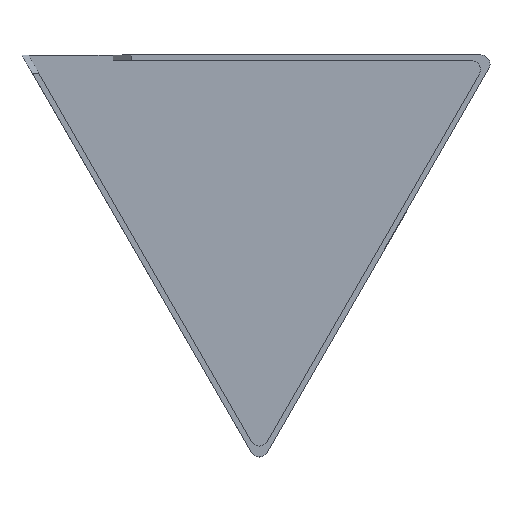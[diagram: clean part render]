
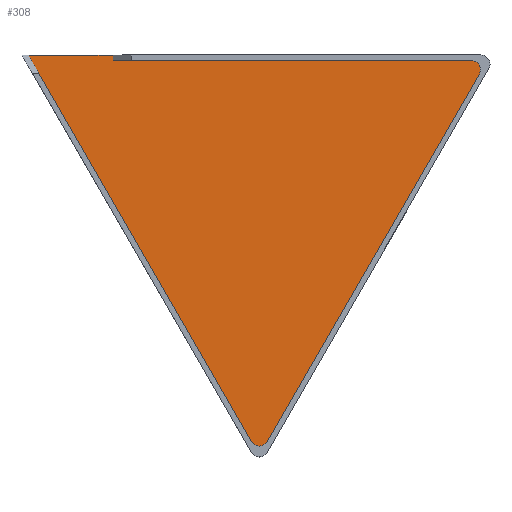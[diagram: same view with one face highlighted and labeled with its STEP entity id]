
A CAD part, top view. The second image highlights one B-rep face of the part: STEP entity #308.
In plain terms, the highlighted planar face has unit normal (0, 0, 1).
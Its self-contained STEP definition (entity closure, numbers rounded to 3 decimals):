
#25=CIRCLE('',#339,2.);
#26=CIRCLE('',#342,2.);
#42=FACE_OUTER_BOUND('',#58,.T.);
#58=EDGE_LOOP('',(#274,#275,#276,#277,#278,#279,#280));
#69=LINE('',#455,#103);
#87=LINE('',#504,#121);
#90=LINE('',#512,#124);
#91=LINE('',#514,#125);
#92=LINE('',#516,#126);
#103=VECTOR('',#363,10.);
#121=VECTOR('',#413,10.);
#124=VECTOR('',#422,10.);
#125=VECTOR('',#425,10.);
#126=VECTOR('',#428,10.);
#136=VERTEX_POINT('',#452);
#137=VERTEX_POINT('',#454);
#150=VERTEX_POINT('',#496);
#151=VERTEX_POINT('',#497);
#152=VERTEX_POINT('',#502);
#153=VERTEX_POINT('',#506);
#154=VERTEX_POINT('',#510);
#165=EDGE_CURVE('',#137,#136,#69,.T.);
#186=EDGE_CURVE('',#150,#151,#25,.T.);
#190=EDGE_CURVE('',#151,#152,#87,.T.);
#191=EDGE_CURVE('',#152,#153,#26,.T.);
#194=EDGE_CURVE('',#153,#154,#90,.T.);
#195=EDGE_CURVE('',#136,#150,#91,.T.);
#196=EDGE_CURVE('',#154,#137,#92,.T.);
#274=ORIENTED_EDGE('',*,*,#186,.T.);
#275=ORIENTED_EDGE('',*,*,#190,.T.);
#276=ORIENTED_EDGE('',*,*,#191,.T.);
#277=ORIENTED_EDGE('',*,*,#194,.T.);
#278=ORIENTED_EDGE('',*,*,#196,.T.);
#279=ORIENTED_EDGE('',*,*,#165,.T.);
#280=ORIENTED_EDGE('',*,*,#195,.T.);
#292=PLANE('',#346);
#308=ADVANCED_FACE('',(#42),#292,.T.);
#339=AXIS2_PLACEMENT_3D('',#498,#406,#407);
#342=AXIS2_PLACEMENT_3D('',#507,#416,#417);
#346=AXIS2_PLACEMENT_3D('',#517,#429,#430);
#363=DIRECTION('',(-1.,0.,0.));
#406=DIRECTION('center_axis',(0.,0.,1.));
#407=DIRECTION('ref_axis',(0.,-1.,0.));
#413=DIRECTION('',(0.5,0.866,0.));
#416=DIRECTION('center_axis',(0.,0.,1.));
#417=DIRECTION('ref_axis',(0.866,0.5,0.));
#422=DIRECTION('',(-1.,0.,0.));
#425=DIRECTION('',(0.5,-0.866,0.));
#428=DIRECTION('',(0.,1.,0.));
#429=DIRECTION('center_axis',(0.,0.,1.));
#430=DIRECTION('ref_axis',(1.,0.,0.));
#452=CARTESIAN_POINT('',(-50.693,87.803,1.2));
#454=CARTESIAN_POINT('',(-32.078,87.803,1.2));
#455=CARTESIAN_POINT('',(52.078,87.803,1.2));
#496=CARTESIAN_POINT('',(-1.732,3.,1.2));
#497=CARTESIAN_POINT('',(1.732,3.,1.2));
#498=CARTESIAN_POINT('Origin',(0.,4.,1.2));
#502=CARTESIAN_POINT('',(48.268,83.603,1.2));
#504=CARTESIAN_POINT('',(0.,0.,1.2));
#506=CARTESIAN_POINT('',(46.536,86.603,1.2));
#507=CARTESIAN_POINT('Origin',(46.536,84.603,1.2));
#510=CARTESIAN_POINT('',(-32.078,86.603,1.2));
#512=CARTESIAN_POINT('',(50.,86.603,1.2));
#514=CARTESIAN_POINT('',(-50.,86.603,1.2));
#516=CARTESIAN_POINT('',(-32.078,86.603,1.2));
#517=CARTESIAN_POINT('Origin',(-0.346,43.901,1.2));
